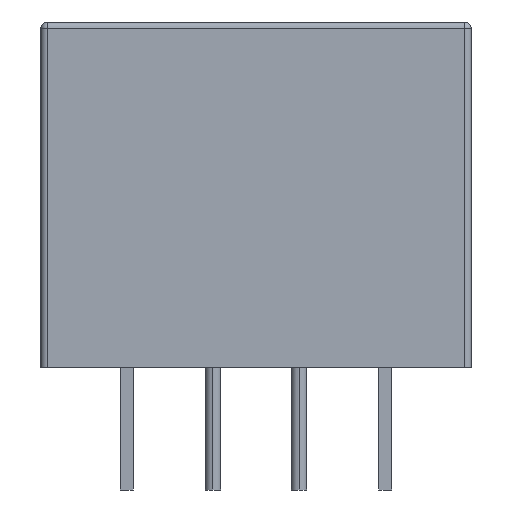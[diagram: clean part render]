
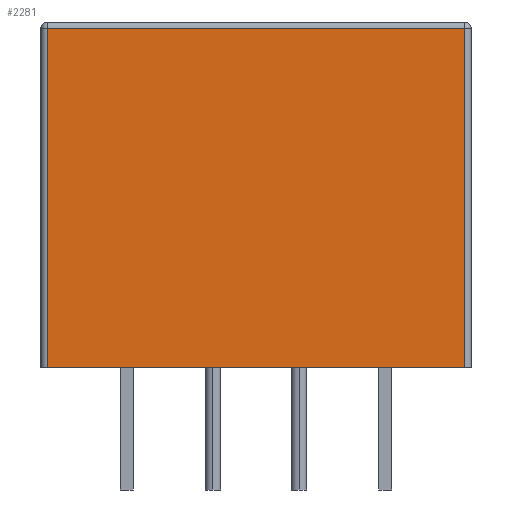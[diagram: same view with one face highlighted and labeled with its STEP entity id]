
A CAD part, left-side view. The second image highlights one B-rep face of the part: STEP entity #2281.
In plain terms, the highlighted planar face has unit normal (-1, 0, 0).
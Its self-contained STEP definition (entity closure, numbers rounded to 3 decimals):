
#2093=CARTESIAN_POINT('',(-5.08,-6.15,10.0));
#2094=VERTEX_POINT('',#2093);
#2108=CARTESIAN_POINT('',(-5.08,6.15,10.0));
#2109=VERTEX_POINT('',#2108);
#2117=CARTESIAN_POINT('',(-5.08,6.15,10.0));
#2118=DIRECTION('',(0.0,-1.0,0.0));
#2119=VECTOR('',#2118,12.3);
#2120=LINE('',#2117,#2119);
#2121=EDGE_CURVE('',#2109,#2094,#2120,.T.);
#2239=CARTESIAN_POINT('',(-5.08,-6.15,0.0));
#2240=VERTEX_POINT('',#2239);
#2241=CARTESIAN_POINT('',(-5.08,-6.15,0.0));
#2242=DIRECTION('',(0.0,0.0,1.0));
#2243=VECTOR('',#2242,10.0);
#2244=LINE('',#2241,#2243);
#2245=EDGE_CURVE('',#2240,#2094,#2244,.T.);
#2258=CARTESIAN_POINT('',(-5.08,-6.15,0.0));
#2259=DIRECTION('',(-1.0,0.0,0.0));
#2260=DIRECTION('',(0.0,0.0,1.0));
#2261=AXIS2_PLACEMENT_3D('',#2258,#2259,#2260);
#2262=PLANE('',#2261);
#2263=ORIENTED_EDGE('',*,*,#2121,.F.);
#2264=CARTESIAN_POINT('',(-5.08,6.15,0.0));
#2265=VERTEX_POINT('',#2264);
#2266=CARTESIAN_POINT('',(-5.08,6.15,0.0));
#2267=DIRECTION('',(0.0,0.0,1.0));
#2268=VECTOR('',#2267,10.0);
#2269=LINE('',#2266,#2268);
#2270=EDGE_CURVE('',#2265,#2109,#2269,.T.);
#2271=ORIENTED_EDGE('',*,*,#2270,.F.);
#2272=CARTESIAN_POINT('',(-5.08,6.15,0.0));
#2273=DIRECTION('',(0.0,-1.0,0.0));
#2274=VECTOR('',#2273,12.3);
#2275=LINE('',#2272,#2274);
#2276=EDGE_CURVE('',#2265,#2240,#2275,.T.);
#2277=ORIENTED_EDGE('',*,*,#2276,.T.);
#2278=ORIENTED_EDGE('',*,*,#2245,.T.);
#2279=EDGE_LOOP('',(#2263,#2271,#2277,#2278));
#2280=FACE_OUTER_BOUND('',#2279,.T.);
#2281=ADVANCED_FACE('',(#2280),#2262,.T.);
